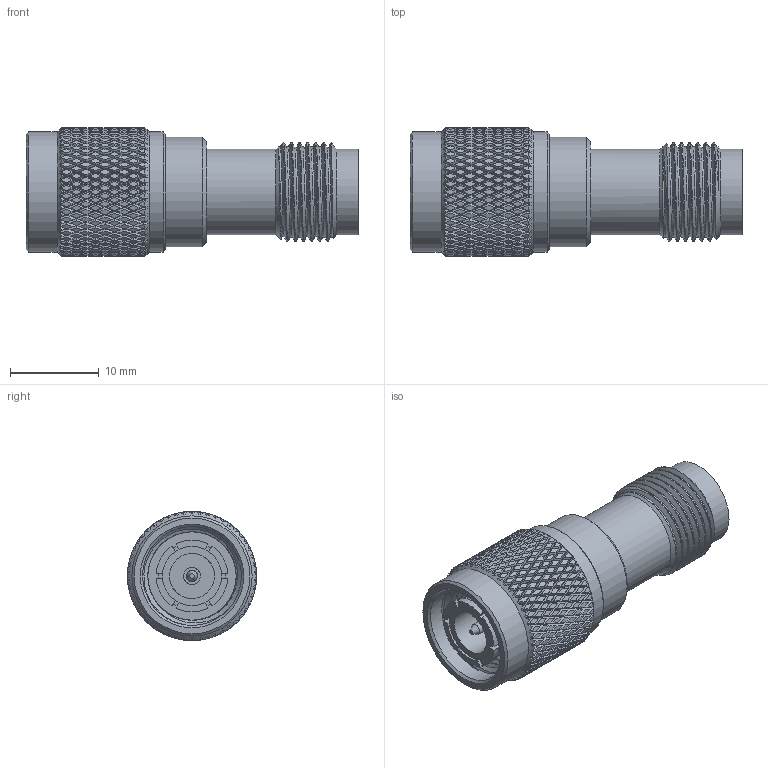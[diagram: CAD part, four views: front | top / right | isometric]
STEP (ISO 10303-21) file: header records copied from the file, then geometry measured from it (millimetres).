
FILE_DESCRIPTION (( 'STEP AP203' ), '1' );
FILE_NAME ('PE9270.step', '2019-11-21T19:39:47', ( '' ), ( '' ), 'SwSTEP 2.0', 'SolidWorks 2018', '' );
FILE_SCHEMA (( 'CONFIG_CONTROL_DESIGN' ));
Products named in the file (1): PE9270
Bounding box: 37.31 x 14.5 x 14.5 mm (x, y, z)
Volume: 3389 mm3; surface area: 3227.9 mm2
Topology: 1 solids, 1 shells, 2624 faces, 5568 edges, 2958 vertices
Faces by surface type: bspline 2006, cylinder 540, plane 55, cone 23
Full cylindrical faces by diameter (mm): 1.067 x1, 1.27 x1, 1.905 x1, 1.981 x1, 2.235 x1, 4.572 x1, 5.08 x1, 5.534 x1, 7.569 x1, 9.652 x2, 11.112 x6, 12.268 x1, 13.513 x2
Entity records: 102308 total; most frequent: CARTESIAN_POINT 68921, ORIENTED_EDGE 11024, EDGE_CURVE 5512, VERTEX_POINT 2935, EDGE_LOOP 2655, FACE_OUTER_BOUND 2632, ADVANCED_FACE 2617, B_SPLINE_CURVE_WITH_KNOTS 2284
